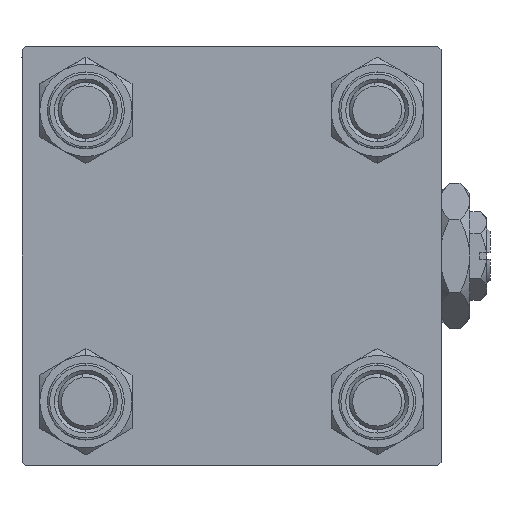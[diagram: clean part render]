
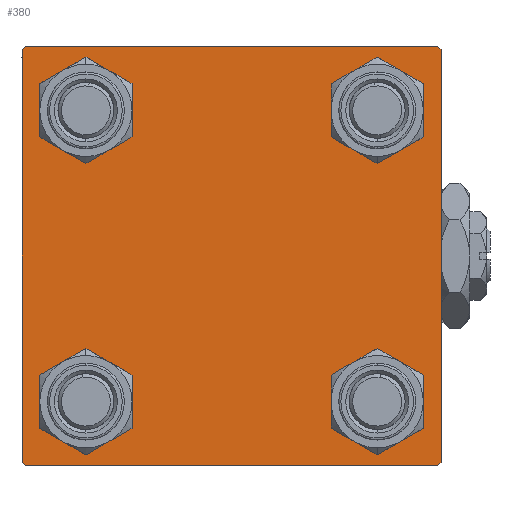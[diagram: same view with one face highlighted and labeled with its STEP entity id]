
A CAD part, left-side view. The second image highlights one B-rep face of the part: STEP entity #380.
In plain terms, the highlighted planar face has unit normal (-1, 0, 0).
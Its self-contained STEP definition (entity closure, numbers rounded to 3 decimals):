
#82 = VECTOR ( 'NONE', #1283, 1000. ) ;
#380 = ADVANCED_FACE ( 'NONE', ( #23946, #10843, #15812, #38919, #31818 ), #47835, .T. ) ;
#463 = CARTESIAN_POINT ( 'NONE',  ( 0., 20.85, -20.85 ) ) ;
#465 = VECTOR ( 'NONE', #4400, 1000. ) ;
#873 = DIRECTION ( 'NONE',  ( 0., -0.707, -0.707 ) ) ;
#1283 = DIRECTION ( 'NONE',  ( 0., -0.707, 0.707 ) ) ;
#1722 = CARTESIAN_POINT ( 'NONE',  ( 0., 20.85, -16.35 ) ) ;
#2598 = DIRECTION ( 'NONE',  ( 1., 0., 0. ) ) ;
#2794 = EDGE_CURVE ( 'NONE', #15559, #48106, #13679, .T. ) ;
#3664 = CIRCLE ( 'NONE', #46408, 4.5 ) ;
#3825 = EDGE_CURVE ( 'NONE', #22604, #28175, #4035, .T. ) ;
#3857 = EDGE_CURVE ( 'NONE', #40347, #20524, #3664, .T. ) ;
#4035 = LINE ( 'NONE', #16360, #26281 ) ;
#4322 = EDGE_CURVE ( 'NONE', #37347, #49889, #16436, .T. ) ;
#4400 = DIRECTION ( 'NONE',  ( 0., 0.707, -0.707 ) ) ;
#6073 = CARTESIAN_POINT ( 'NONE',  ( 0., -29.5, -30. ) ) ;
#6701 = ORIENTED_EDGE ( 'NONE', *, *, #4322, .T. ) ;
#6833 = DIRECTION ( 'NONE',  ( 0., 0., 1. ) ) ;
#7048 = CARTESIAN_POINT ( 'NONE',  ( 0., -30., -29.5 ) ) ;
#7561 = CARTESIAN_POINT ( 'NONE',  ( 0., -20.85, 25.35 ) ) ;
#7606 = DIRECTION ( 'NONE',  ( 1., 0., 0. ) ) ;
#8079 = CIRCLE ( 'NONE', #10601, 4.5 ) ;
#8267 = VECTOR ( 'NONE', #17824, 1000. ) ;
#9446 = CARTESIAN_POINT ( 'NONE',  ( 0., 30., 30. ) ) ;
#9696 = DIRECTION ( 'NONE',  ( 0., -1., 0. ) ) ;
#10601 = AXIS2_PLACEMENT_3D ( 'NONE', #46555, #11388, #38943 ) ;
#10843 = FACE_BOUND ( 'NONE', #43703, .T. ) ;
#11088 = CARTESIAN_POINT ( 'NONE',  ( 0., 30., 29.5 ) ) ;
#11388 = DIRECTION ( 'NONE',  ( 1., 0., 0. ) ) ;
#11417 = ORIENTED_EDGE ( 'NONE', *, *, #51689, .T. ) ;
#13679 = CIRCLE ( 'NONE', #49726, 4.5 ) ;
#14239 = EDGE_CURVE ( 'NONE', #48106, #15559, #8079, .T. ) ;
#15180 = CARTESIAN_POINT ( 'NONE',  ( 0., -20.85, -25.35 ) ) ;
#15559 = VERTEX_POINT ( 'NONE', #50448 ) ;
#15586 = DIRECTION ( 'NONE',  ( 0., 0., 1. ) ) ;
#15812 = FACE_BOUND ( 'NONE', #47627, .T. ) ;
#16360 = CARTESIAN_POINT ( 'NONE',  ( 0., 30., -30. ) ) ;
#16436 = LINE ( 'NONE', #40076, #29628 ) ;
#16907 = ORIENTED_EDGE ( 'NONE', *, *, #14239, .T. ) ;
#17152 = CARTESIAN_POINT ( 'NONE',  ( 0., 29.75, -29.75 ) ) ;
#17824 = DIRECTION ( 'NONE',  ( 0., 0., -1. ) ) ;
#19648 = EDGE_CURVE ( 'NONE', #37347, #22321, #40926, .T. ) ;
#20072 = CIRCLE ( 'NONE', #34295, 4.5 ) ;
#20171 = AXIS2_PLACEMENT_3D ( 'NONE', #22543, #2598, #30157 ) ;
#20524 = VERTEX_POINT ( 'NONE', #39977 ) ;
#21368 = EDGE_CURVE ( 'NONE', #30521, #49889, #45395, .T. ) ;
#21580 = EDGE_CURVE ( 'NONE', #23551, #35251, #20072, .T. ) ;
#22321 = VERTEX_POINT ( 'NONE', #7048 ) ;
#22543 = CARTESIAN_POINT ( 'NONE',  ( 0., -20.85, -20.85 ) ) ;
#22571 = CARTESIAN_POINT ( 'NONE',  ( 0., 29.5, 30. ) ) ;
#22572 = VECTOR ( 'NONE', #9696, 1000. ) ;
#22604 = VERTEX_POINT ( 'NONE', #47672 ) ;
#23512 = CIRCLE ( 'NONE', #44427, 4.5 ) ;
#23551 = VERTEX_POINT ( 'NONE', #45010 ) ;
#23946 = FACE_BOUND ( 'NONE', #30895, .T. ) ;
#25391 = CARTESIAN_POINT ( 'NONE',  ( 0., 29.75, 29.75 ) ) ;
#25573 = DIRECTION ( 'NONE',  ( 1., 0., 0. ) ) ;
#26281 = VECTOR ( 'NONE', #51557, 1000. ) ;
#26895 = ORIENTED_EDGE ( 'NONE', *, *, #39792, .T. ) ;
#27303 = CARTESIAN_POINT ( 'NONE',  ( 0., 30., 30. ) ) ;
#27360 = CARTESIAN_POINT ( 'NONE',  ( 0., -30., 29.5 ) ) ;
#27654 = CIRCLE ( 'NONE', #41074, 4.5 ) ;
#27857 = ORIENTED_EDGE ( 'NONE', *, *, #32165, .T. ) ;
#27876 = CARTESIAN_POINT ( 'NONE',  ( 0., 0., 0. ) ) ;
#28028 = DIRECTION ( 'NONE',  ( 0., 0., 1. ) ) ;
#28172 = DIRECTION ( 'NONE',  ( 1., 0., 0. ) ) ;
#28175 = VERTEX_POINT ( 'NONE', #6073 ) ;
#29628 = VECTOR ( 'NONE', #32449, 1000. ) ;
#30110 = VERTEX_POINT ( 'NONE', #50265 ) ;
#30157 = DIRECTION ( 'NONE',  ( 0., 0., 1. ) ) ;
#30521 = VERTEX_POINT ( 'NONE', #22571 ) ;
#30739 = VECTOR ( 'NONE', #873, 1000. ) ;
#30895 = EDGE_LOOP ( 'NONE', ( #16907, #44642 ) ) ;
#31818 = FACE_OUTER_BOUND ( 'NONE', #51301, .T. ) ;
#32022 = LINE ( 'NONE', #27303, #35612 ) ;
#32165 = EDGE_CURVE ( 'NONE', #41418, #30110, #32022, .T. ) ;
#32387 = ORIENTED_EDGE ( 'NONE', *, *, #19648, .F. ) ;
#32449 = DIRECTION ( 'NONE',  ( 0., 0.707, 0.707 ) ) ;
#32488 = DIRECTION ( 'NONE',  ( 1., 0., 0. ) ) ;
#32533 = CARTESIAN_POINT ( 'NONE',  ( 0., -29.75, -29.75 ) ) ;
#33504 = EDGE_CURVE ( 'NONE', #30521, #41418, #49009, .T. ) ;
#34295 = AXIS2_PLACEMENT_3D ( 'NONE', #463, #32488, #28028 ) ;
#34314 = AXIS2_PLACEMENT_3D ( 'NONE', #27876, #43878, #39956 ) ;
#34481 = ORIENTED_EDGE ( 'NONE', *, *, #21368, .F. ) ;
#34510 = DIRECTION ( 'NONE',  ( 1., 0., 0. ) ) ;
#34763 = CARTESIAN_POINT ( 'NONE',  ( 0., -20.85, -20.85 ) ) ;
#35251 = VERTEX_POINT ( 'NONE', #1722 ) ;
#35534 = CARTESIAN_POINT ( 'NONE',  ( 0., 20.85, 20.85 ) ) ;
#35612 = VECTOR ( 'NONE', #47516, 1000. ) ;
#36364 = EDGE_CURVE ( 'NONE', #30110, #22604, #37620, .T. ) ;
#36615 = AXIS2_PLACEMENT_3D ( 'NONE', #34763, #34510, #50259 ) ;
#36638 = ORIENTED_EDGE ( 'NONE', *, *, #21580, .T. ) ;
#36989 = CARTESIAN_POINT ( 'NONE',  ( 0., -30., 30. ) ) ;
#37241 = LINE ( 'NONE', #32533, #82 ) ;
#37347 = VERTEX_POINT ( 'NONE', #27360 ) ;
#37387 = ORIENTED_EDGE ( 'NONE', *, *, #50758, .T. ) ;
#37620 = LINE ( 'NONE', #17152, #30739 ) ;
#38713 = ORIENTED_EDGE ( 'NONE', *, *, #3825, .T. ) ;
#38919 = FACE_BOUND ( 'NONE', #51641, .T. ) ;
#38943 = DIRECTION ( 'NONE',  ( 0., 0., 1. ) ) ;
#39045 = VERTEX_POINT ( 'NONE', #45720 ) ;
#39146 = CARTESIAN_POINT ( 'NONE',  ( 0., -20.85, 20.85 ) ) ;
#39792 = EDGE_CURVE ( 'NONE', #48032, #39045, #39993, .T. ) ;
#39956 = DIRECTION ( 'NONE',  ( 0., 0., 1. ) ) ;
#39977 = CARTESIAN_POINT ( 'NONE',  ( 0., 20.85, 25.35 ) ) ;
#39993 = CIRCLE ( 'NONE', #36615, 4.5 ) ;
#40076 = CARTESIAN_POINT ( 'NONE',  ( 0., -29.75, 29.75 ) ) ;
#40347 = VERTEX_POINT ( 'NONE', #51173 ) ;
#40804 = DIRECTION ( 'NONE',  ( 0., 0., 1. ) ) ;
#40926 = LINE ( 'NONE', #36989, #8267 ) ;
#41074 = AXIS2_PLACEMENT_3D ( 'NONE', #43554, #7606, #6833 ) ;
#41103 = CIRCLE ( 'NONE', #20171, 4.5 ) ;
#41418 = VERTEX_POINT ( 'NONE', #11088 ) ;
#43554 = CARTESIAN_POINT ( 'NONE',  ( 0., 20.85, 20.85 ) ) ;
#43703 = EDGE_LOOP ( 'NONE', ( #11417, #26895 ) ) ;
#43878 = DIRECTION ( 'NONE',  ( -1., 0., 0. ) ) ;
#44427 = AXIS2_PLACEMENT_3D ( 'NONE', #44721, #25573, #40804 ) ;
#44642 = ORIENTED_EDGE ( 'NONE', *, *, #2794, .T. ) ;
#44721 = CARTESIAN_POINT ( 'NONE',  ( 0., 20.85, -20.85 ) ) ;
#44978 = ORIENTED_EDGE ( 'NONE', *, *, #33504, .T. ) ;
#45010 = CARTESIAN_POINT ( 'NONE',  ( 0., 20.85, -25.35 ) ) ;
#45395 = LINE ( 'NONE', #9446, #22572 ) ;
#45720 = CARTESIAN_POINT ( 'NONE',  ( 0., -20.85, -16.35 ) ) ;
#45997 = ORIENTED_EDGE ( 'NONE', *, *, #46828, .T. ) ;
#46408 = AXIS2_PLACEMENT_3D ( 'NONE', #35534, #28172, #15586 ) ;
#46555 = CARTESIAN_POINT ( 'NONE',  ( 0., -20.85, 20.85 ) ) ;
#46757 = DIRECTION ( 'NONE',  ( 1., 0., 0. ) ) ;
#46828 = EDGE_CURVE ( 'NONE', #20524, #40347, #27654, .T. ) ;
#47516 = DIRECTION ( 'NONE',  ( 0., 0., -1. ) ) ;
#47627 = EDGE_LOOP ( 'NONE', ( #37387, #36638 ) ) ;
#47672 = CARTESIAN_POINT ( 'NONE',  ( 0., 29.5, -30. ) ) ;
#47835 = PLANE ( 'NONE',  #34314 ) ;
#48032 = VERTEX_POINT ( 'NONE', #15180 ) ;
#48106 = VERTEX_POINT ( 'NONE', #7561 ) ;
#48411 = ORIENTED_EDGE ( 'NONE', *, *, #36364, .T. ) ;
#49009 = LINE ( 'NONE', #25391, #465 ) ;
#49103 = ORIENTED_EDGE ( 'NONE', *, *, #50275, .T. ) ;
#49726 = AXIS2_PLACEMENT_3D ( 'NONE', #39146, #46757, #50449 ) ;
#49889 = VERTEX_POINT ( 'NONE', #51517 ) ;
#50259 = DIRECTION ( 'NONE',  ( 0., 0., 1. ) ) ;
#50265 = CARTESIAN_POINT ( 'NONE',  ( 0., 30., -29.5 ) ) ;
#50275 = EDGE_CURVE ( 'NONE', #28175, #22321, #37241, .T. ) ;
#50448 = CARTESIAN_POINT ( 'NONE',  ( 0., -20.85, 16.35 ) ) ;
#50449 = DIRECTION ( 'NONE',  ( 0., 0., 1. ) ) ;
#50758 = EDGE_CURVE ( 'NONE', #35251, #23551, #23512, .T. ) ;
#51173 = CARTESIAN_POINT ( 'NONE',  ( 0., 20.85, 16.35 ) ) ;
#51301 = EDGE_LOOP ( 'NONE', ( #27857, #48411, #38713, #49103, #32387, #6701, #34481, #44978 ) ) ;
#51315 = ORIENTED_EDGE ( 'NONE', *, *, #3857, .T. ) ;
#51517 = CARTESIAN_POINT ( 'NONE',  ( 0., -29.5, 30. ) ) ;
#51557 = DIRECTION ( 'NONE',  ( 0., -1., 0. ) ) ;
#51641 = EDGE_LOOP ( 'NONE', ( #45997, #51315 ) ) ;
#51689 = EDGE_CURVE ( 'NONE', #39045, #48032, #41103, .T. ) ;
